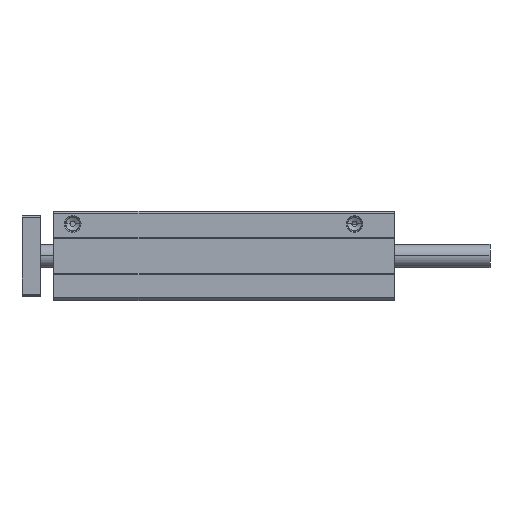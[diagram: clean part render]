
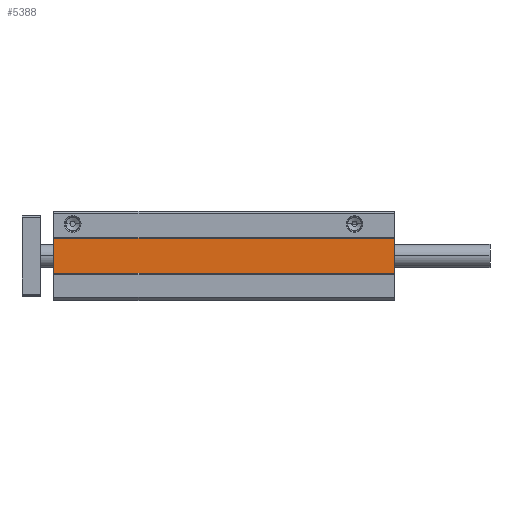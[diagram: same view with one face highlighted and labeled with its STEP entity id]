
A CAD part, top view. The second image highlights one B-rep face of the part: STEP entity #5388.
In plain terms, the highlighted planar face has unit normal (0, 0, 1).
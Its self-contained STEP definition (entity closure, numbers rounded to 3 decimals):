
#727 = DIRECTION ( 'NONE',  ( 1., 0., 0. ) ) ;
#976 = AXIS2_PLACEMENT_3D ( 'NONE', #6743, #4744, #8794 ) ;
#1013 = CARTESIAN_POINT ( 'NONE',  ( 0., 15.5, 80.4 ) ) ;
#1755 = LINE ( 'NONE', #2750, #9023 ) ;
#2476 = EDGE_CURVE ( 'NONE', #7299, #12386, #8699, .T. ) ;
#2507 = CARTESIAN_POINT ( 'NONE',  ( 299., 15.5, 80.4 ) ) ;
#2512 = DIRECTION ( 'NONE',  ( 0., -1., 0. ) ) ;
#2750 = CARTESIAN_POINT ( 'NONE',  ( 299., -15.5, 80.4 ) ) ;
#3792 = VERTEX_POINT ( 'NONE', #2507 ) ;
#4442 = VECTOR ( 'NONE', #5127, 1000. ) ;
#4533 = CARTESIAN_POINT ( 'NONE',  ( 299., -15.5, 80.4 ) ) ;
#4613 = ORIENTED_EDGE ( 'NONE', *, *, #8645, .T. ) ;
#4744 = DIRECTION ( 'NONE',  ( 0., 0., 1. ) ) ;
#5127 = DIRECTION ( 'NONE',  ( -1., 0., 0. ) ) ;
#5228 = ORIENTED_EDGE ( 'NONE', *, *, #5803, .T. ) ;
#5388 = ADVANCED_FACE ( 'NONE', ( #11791 ), #6671, .T. ) ;
#5803 = EDGE_CURVE ( 'NONE', #12386, #9574, #11954, .T. ) ;
#6671 = PLANE ( 'NONE',  #976 ) ;
#6743 = CARTESIAN_POINT ( 'NONE',  ( 0., -15.5, 80.4 ) ) ;
#7299 = VERTEX_POINT ( 'NONE', #7298 ) ;
#7298 = CARTESIAN_POINT ( 'NONE',  ( 0., 15.5, 80.4 ) ) ;
#8191 = EDGE_LOOP ( 'NONE', ( #11788, #4613, #10155, #5228 ) ) ;
#8645 = EDGE_CURVE ( 'NONE', #3792, #7299, #9179, .T. ) ;
#8699 = LINE ( 'NONE', #12746, #8806 ) ;
#8718 = CARTESIAN_POINT ( 'NONE',  ( 0., -15.5, 80.4 ) ) ;
#8794 = DIRECTION ( 'NONE',  ( 1., 0., 0. ) ) ;
#8806 = VECTOR ( 'NONE', #2512, 1000. ) ;
#9023 = VECTOR ( 'NONE', #9847, 1000. ) ;
#9179 = LINE ( 'NONE', #1013, #4442 ) ;
#9574 = VERTEX_POINT ( 'NONE', #4533 ) ;
#9847 = DIRECTION ( 'NONE',  ( 0., 1., 0. ) ) ;
#10155 = ORIENTED_EDGE ( 'NONE', *, *, #2476, .T. ) ;
#10834 = CARTESIAN_POINT ( 'NONE',  ( 0., -15.5, 80.4 ) ) ;
#11788 = ORIENTED_EDGE ( 'NONE', *, *, #12016, .T. ) ;
#11791 = FACE_OUTER_BOUND ( 'NONE', #8191, .T. ) ;
#11814 = VECTOR ( 'NONE', #727, 1000. ) ;
#11954 = LINE ( 'NONE', #10834, #11814 ) ;
#12016 = EDGE_CURVE ( 'NONE', #9574, #3792, #1755, .T. ) ;
#12386 = VERTEX_POINT ( 'NONE', #8718 ) ;
#12746 = CARTESIAN_POINT ( 'NONE',  ( 0., -15.5, 80.4 ) ) ;
